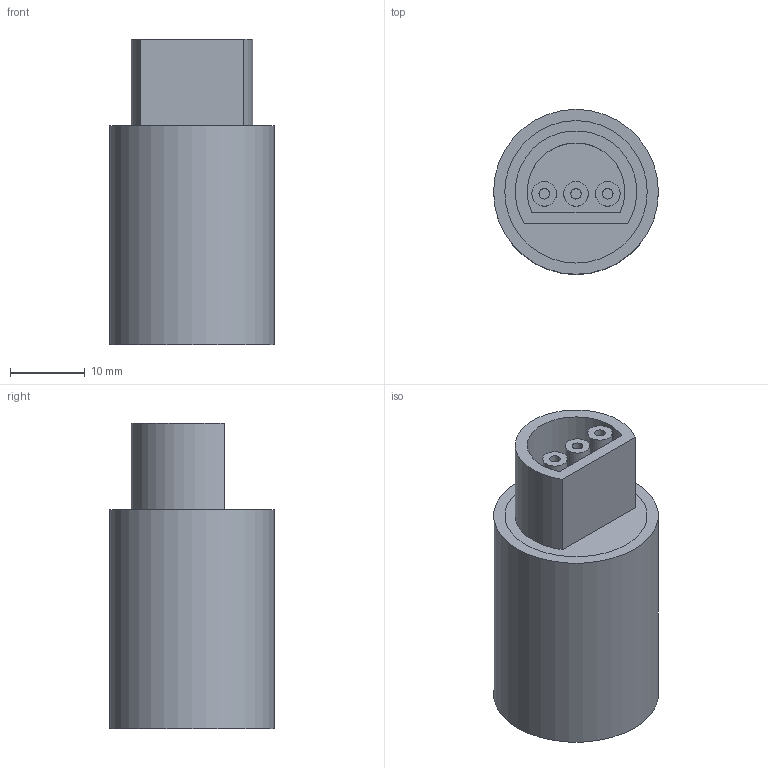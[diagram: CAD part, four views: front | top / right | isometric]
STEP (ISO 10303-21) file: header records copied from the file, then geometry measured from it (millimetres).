
FILE_DESCRIPTION(('FreeCAD Model'),'2;1');
FILE_NAME('N64gamepad.step','2018-04-29T18:08:45',('Author'),(''), 'Open CASCADE STEP processor 7.1','FreeCAD','Unknown');
FILE_SCHEMA(('AUTOMOTIVE_DESIGN { 1 0 10303 214 1 1 1 1 }'));
Length unit declared in the file: millimetre
Products named in the file (2): Body; conn
Bounding box: 22 x 22 x 40.77 mm (x, y, z)
Volume: 8665.4 mm3; surface area: 7353.9 mm2
Topology: 2 solids, 2 shells, 29 faces, 45 edges, 30 vertices
Faces by surface type: plane 17, cylinder 12
Full cylindrical faces by diameter (mm): 1.4 x3, 3.3 x3, 19 x2, 22 x1
Entity records: 1291 total; most frequent: DIRECTION 218, CARTESIAN_POINT 201, ORIENTED_EDGE 90, PCURVE 90, DEFINITIONAL_REPRESENTATION 90, LINE 87, VECTOR 87, AXIS2_PLACEMENT_3D 54
